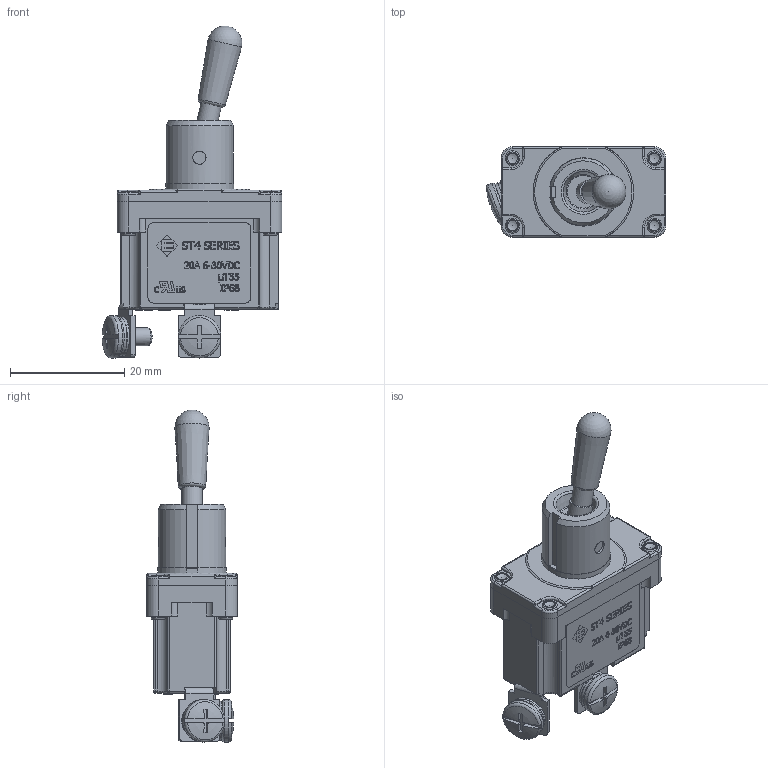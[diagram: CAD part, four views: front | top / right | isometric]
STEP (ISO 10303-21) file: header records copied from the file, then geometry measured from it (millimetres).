
FILE_DESCRIPTION(/* description */ (''),/* implementation_level */ '2;1');
FILE_NAME(/* name */ 'ST4SP2xT1S2.stp',/* time_stamp */ '2026-01-18T20:26:59-06:00',/* author */ ('jmeyers'),/* organization */ (''),/* preprocessor_version */ 'ST-DEVELOPER v18.1',/* originating_system */ 'Autodesk Inventor 2022',/* authorisation */ '');
FILE_SCHEMA (('AUTOMOTIVE_DESIGN { 1 0 10303 214 3 1 1 }'));
Length unit declared in the file: inch
Products named in the file (1): Part62
Bounding box: 31.4 x 15.8 x 58.03 mm (x, y, z)
Volume: 9385.7 mm3; surface area: 4878.2 mm2
Topology: 1 solids, 4 shells, 1098 faces, 2887 edges, 1855 vertices
Faces by surface type: plane 475, bspline 336, cylinder 199, torus 52, sphere 26, cone 10
Full cylindrical faces by diameter (mm): 2 x5, 2.3 x2, 2.5 x4, 2.55 x1, 2.6 x4, 3.1 x6, 3.6 x3, 4.1 x2, 6.8 x4, 7.422 x2, 8 x1
Entity records: 36936 total; most frequent: CARTESIAN_POINT 11928, ORIENTED_EDGE 5714, DIRECTION 4204, EDGE_CURVE 2857, VERTEX_POINT 1855, LINE 1596, VECTOR 1596, AXIS2_PLACEMENT_3D 1304
